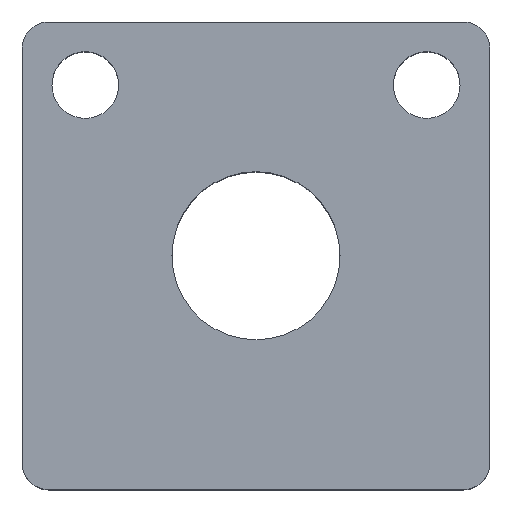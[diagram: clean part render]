
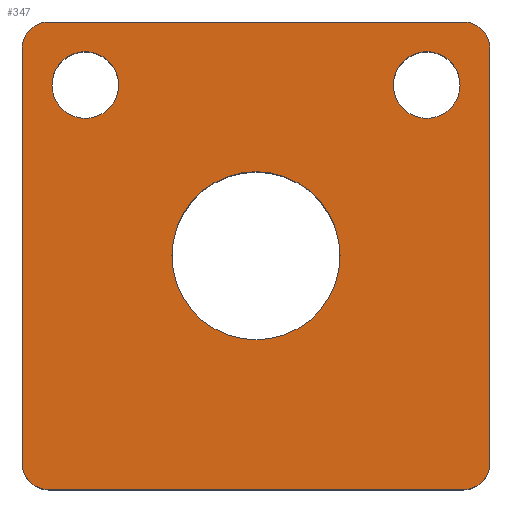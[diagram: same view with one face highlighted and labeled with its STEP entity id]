
A CAD part, top view. The second image highlights one B-rep face of the part: STEP entity #347.
In plain terms, the highlighted planar face has unit normal (0, 0, 1).
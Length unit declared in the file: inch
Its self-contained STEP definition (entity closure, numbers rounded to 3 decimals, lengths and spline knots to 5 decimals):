
#3 = DIRECTION ( 'NONE',  ( 0., -1., 0. ) ) ;
#15 = DIRECTION ( 'NONE',  ( 0., 0., 1. ) ) ;
#32 = EDGE_CURVE ( 'NONE', #516, #465, #500, .T. ) ;
#40 = FACE_OUTER_BOUND ( 'NONE', #533, .T. ) ;
#42 = VERTEX_POINT ( 'NONE', #220 ) ;
#53 = CARTESIAN_POINT ( 'NONE',  ( 0.87598, 0.77756, 1. ) ) ;
#57 = DIRECTION ( 'NONE',  ( 1., 0., 0. ) ) ;
#60 = DIRECTION ( 'NONE',  ( 1., 0., 0. ) ) ;
#62 = AXIS2_PLACEMENT_3D ( 'NONE', #272, #510, #358 ) ;
#64 = LINE ( 'NONE', #435, #216 ) ;
#69 = EDGE_CURVE ( 'NONE', #97, #458, #554, .T. ) ;
#80 = ORIENTED_EDGE ( 'NONE', *, *, #229, .T. ) ;
#83 = ORIENTED_EDGE ( 'NONE', *, *, #296, .F. ) ;
#85 = VERTEX_POINT ( 'NONE', #125 ) ;
#88 = EDGE_CURVE ( 'NONE', #95, #345, #268, .T. ) ;
#89 = AXIS2_PLACEMENT_3D ( 'NONE', #482, #200, #115 ) ;
#95 = VERTEX_POINT ( 'NONE', #507 ) ;
#97 = VERTEX_POINT ( 'NONE', #397 ) ;
#98 = EDGE_CURVE ( 'NONE', #436, #516, #472, .T. ) ;
#101 = CARTESIAN_POINT ( 'NONE',  ( 0.87598, -0.77756, 1. ) ) ;
#112 = EDGE_LOOP ( 'NONE', ( #548, #282 ) ) ;
#115 = DIRECTION ( 'NONE',  ( 1., 0., 0. ) ) ;
#125 = CARTESIAN_POINT ( 'NONE',  ( -0.77756, -0.87598, 1. ) ) ;
#138 = VERTEX_POINT ( 'NONE', #317 ) ;
#152 = LINE ( 'NONE', #412, #319 ) ;
#156 = AXIS2_PLACEMENT_3D ( 'NONE', #173, #313, #594 ) ;
#158 = CARTESIAN_POINT ( 'NONE',  ( 0.77756, 0.87598, 1. ) ) ;
#168 = CARTESIAN_POINT ( 'NONE',  ( 0.77756, 0.77756, 1. ) ) ;
#170 = EDGE_CURVE ( 'NONE', #465, #286, #152, .T. ) ;
#173 = CARTESIAN_POINT ( 'NONE',  ( -0.77756, 0.77756, 1. ) ) ;
#186 = DIRECTION ( 'NONE',  ( 0., 0., 1. ) ) ;
#193 = CIRCLE ( 'NONE', #496, 0.31496 ) ;
#197 = EDGE_CURVE ( 'NONE', #421, #42, #480, .T. ) ;
#198 = CARTESIAN_POINT ( 'NONE',  ( 0.31496, 0., 1. ) ) ;
#200 = DIRECTION ( 'NONE',  ( 0., 0., 1. ) ) ;
#208 = LINE ( 'NONE', #224, #293 ) ;
#214 = AXIS2_PLACEMENT_3D ( 'NONE', #300, #531, #431 ) ;
#216 = VECTOR ( 'NONE', #577, 39.37008 ) ;
#217 = ORIENTED_EDGE ( 'NONE', *, *, #348, .F. ) ;
#220 = CARTESIAN_POINT ( 'NONE',  ( -0.31496, 0., 1. ) ) ;
#221 = DIRECTION ( 'NONE',  ( -1., 0., 0. ) ) ;
#223 = ORIENTED_EDGE ( 'NONE', *, *, #170, .T. ) ;
#224 = CARTESIAN_POINT ( 'NONE',  ( 0.87598, 0.87598, 1. ) ) ;
#229 = EDGE_CURVE ( 'NONE', #345, #487, #208, .T. ) ;
#235 = DIRECTION ( 'NONE',  ( 0., 0., 1. ) ) ;
#240 = PLANE ( 'NONE',  #244 ) ;
#244 = AXIS2_PLACEMENT_3D ( 'NONE', #464, #186, #512 ) ;
#246 = CARTESIAN_POINT ( 'NONE',  ( -0.87598, 0.77756, 1. ) ) ;
#247 = EDGE_LOOP ( 'NONE', ( #602, #217 ) ) ;
#248 = CARTESIAN_POINT ( 'NONE',  ( -0.51476, 0.63976, 1. ) ) ;
#254 = AXIS2_PLACEMENT_3D ( 'NONE', #574, #235, #420 ) ;
#259 = VECTOR ( 'NONE', #221, 39.37008 ) ;
#263 = DIRECTION ( 'NONE',  ( 1., 0., 0. ) ) ;
#268 = CIRCLE ( 'NONE', #62, 0.09843 ) ;
#272 = CARTESIAN_POINT ( 'NONE',  ( 0.77756, -0.77756, 1. ) ) ;
#282 = ORIENTED_EDGE ( 'NONE', *, *, #197, .F. ) ;
#283 = AXIS2_PLACEMENT_3D ( 'NONE', #322, #359, #361 ) ;
#286 = VERTEX_POINT ( 'NONE', #473 ) ;
#293 = VECTOR ( 'NONE', #462, 39.37008 ) ;
#296 = EDGE_CURVE ( 'NONE', #314, #138, #514, .T. ) ;
#300 = CARTESIAN_POINT ( 'NONE',  ( -0.77756, -0.77756, 1. ) ) ;
#303 = ORIENTED_EDGE ( 'NONE', *, *, #502, .T. ) ;
#311 = CIRCLE ( 'NONE', #346, 0.09843 ) ;
#313 = DIRECTION ( 'NONE',  ( 0., 0., 1. ) ) ;
#314 = VERTEX_POINT ( 'NONE', #571 ) ;
#317 = CARTESIAN_POINT ( 'NONE',  ( 0.51476, 0.63976, 1. ) ) ;
#319 = VECTOR ( 'NONE', #3, 39.37008 ) ;
#322 = CARTESIAN_POINT ( 'NONE',  ( 0., 0., 1. ) ) ;
#336 = CARTESIAN_POINT ( 'NONE',  ( -0.63976, 0.63976, 1. ) ) ;
#345 = VERTEX_POINT ( 'NONE', #101 ) ;
#346 = AXIS2_PLACEMENT_3D ( 'NONE', #168, #590, #586 ) ;
#347 = ADVANCED_FACE ( 'NONE', ( #538, #40, #367, #522 ), #240, .T. ) ;
#348 = EDGE_CURVE ( 'NONE', #458, #97, #353, .T. ) ;
#353 = CIRCLE ( 'NONE', #432, 0.125 ) ;
#357 = EDGE_CURVE ( 'NONE', #286, #85, #442, .T. ) ;
#358 = DIRECTION ( 'NONE',  ( 1., 0., 0. ) ) ;
#359 = DIRECTION ( 'NONE',  ( 0., 0., 1. ) ) ;
#361 = DIRECTION ( 'NONE',  ( 1., 0., 0. ) ) ;
#367 = FACE_BOUND ( 'NONE', #112, .T. ) ;
#395 = CARTESIAN_POINT ( 'NONE',  ( -0.77756, 0.87598, 1. ) ) ;
#397 = CARTESIAN_POINT ( 'NONE',  ( -0.76476, 0.63976, 1. ) ) ;
#410 = EDGE_CURVE ( 'NONE', #138, #314, #485, .T. ) ;
#412 = CARTESIAN_POINT ( 'NONE',  ( -0.87598, 0.87598, 1. ) ) ;
#420 = DIRECTION ( 'NONE',  ( 1., 0., 0. ) ) ;
#421 = VERTEX_POINT ( 'NONE', #198 ) ;
#428 = DIRECTION ( 'NONE',  ( 0., 0., 1. ) ) ;
#431 = DIRECTION ( 'NONE',  ( 1., 0., 0. ) ) ;
#432 = AXIS2_PLACEMENT_3D ( 'NONE', #336, #15, #57 ) ;
#435 = CARTESIAN_POINT ( 'NONE',  ( -0.87598, -0.87598, 1. ) ) ;
#436 = VERTEX_POINT ( 'NONE', #158 ) ;
#438 = EDGE_CURVE ( 'NONE', #85, #95, #64, .T. ) ;
#442 = CIRCLE ( 'NONE', #214, 0.09843 ) ;
#443 = ORIENTED_EDGE ( 'NONE', *, *, #88, .T. ) ;
#446 = CARTESIAN_POINT ( 'NONE',  ( -0.63976, 0.63976, 1. ) ) ;
#458 = VERTEX_POINT ( 'NONE', #248 ) ;
#462 = DIRECTION ( 'NONE',  ( 0., 1., 0. ) ) ;
#464 = CARTESIAN_POINT ( 'NONE',  ( 0., 0., 1. ) ) ;
#465 = VERTEX_POINT ( 'NONE', #246 ) ;
#469 = EDGE_CURVE ( 'NONE', #42, #421, #193, .T. ) ;
#472 = LINE ( 'NONE', #556, #259 ) ;
#473 = CARTESIAN_POINT ( 'NONE',  ( -0.87598, -0.77756, 1. ) ) ;
#480 = CIRCLE ( 'NONE', #283, 0.31496 ) ;
#482 = CARTESIAN_POINT ( 'NONE',  ( 0.63976, 0.63976, 1. ) ) ;
#485 = CIRCLE ( 'NONE', #89, 0.125 ) ;
#487 = VERTEX_POINT ( 'NONE', #53 ) ;
#496 = AXIS2_PLACEMENT_3D ( 'NONE', #581, #428, #60 ) ;
#497 = ORIENTED_EDGE ( 'NONE', *, *, #357, .T. ) ;
#500 = CIRCLE ( 'NONE', #156, 0.09843 ) ;
#501 = ORIENTED_EDGE ( 'NONE', *, *, #438, .T. ) ;
#502 = EDGE_CURVE ( 'NONE', #487, #436, #311, .T. ) ;
#507 = CARTESIAN_POINT ( 'NONE',  ( 0.77756, -0.87598, 1. ) ) ;
#510 = DIRECTION ( 'NONE',  ( 0., 0., 1. ) ) ;
#511 = ORIENTED_EDGE ( 'NONE', *, *, #98, .T. ) ;
#512 = DIRECTION ( 'NONE',  ( 1., 0., 0. ) ) ;
#514 = CIRCLE ( 'NONE', #254, 0.125 ) ;
#516 = VERTEX_POINT ( 'NONE', #395 ) ;
#522 = FACE_BOUND ( 'NONE', #247, .T. ) ;
#524 = EDGE_LOOP ( 'NONE', ( #588, #83 ) ) ;
#531 = DIRECTION ( 'NONE',  ( 0., 0., 1. ) ) ;
#533 = EDGE_LOOP ( 'NONE', ( #223, #497, #501, #443, #80, #303, #511, #584 ) ) ;
#538 = FACE_BOUND ( 'NONE', #524, .T. ) ;
#545 = DIRECTION ( 'NONE',  ( 0., 0., 1. ) ) ;
#548 = ORIENTED_EDGE ( 'NONE', *, *, #469, .F. ) ;
#554 = CIRCLE ( 'NONE', #600, 0.125 ) ;
#556 = CARTESIAN_POINT ( 'NONE',  ( -0.87598, 0.87598, 1. ) ) ;
#571 = CARTESIAN_POINT ( 'NONE',  ( 0.76476, 0.63976, 1. ) ) ;
#574 = CARTESIAN_POINT ( 'NONE',  ( 0.63976, 0.63976, 1. ) ) ;
#577 = DIRECTION ( 'NONE',  ( 1., 0., 0. ) ) ;
#581 = CARTESIAN_POINT ( 'NONE',  ( 0., 0., 1. ) ) ;
#584 = ORIENTED_EDGE ( 'NONE', *, *, #32, .T. ) ;
#586 = DIRECTION ( 'NONE',  ( 1., 0., 0. ) ) ;
#588 = ORIENTED_EDGE ( 'NONE', *, *, #410, .F. ) ;
#590 = DIRECTION ( 'NONE',  ( 0., 0., 1. ) ) ;
#594 = DIRECTION ( 'NONE',  ( 1., 0., 0. ) ) ;
#600 = AXIS2_PLACEMENT_3D ( 'NONE', #446, #545, #263 ) ;
#602 = ORIENTED_EDGE ( 'NONE', *, *, #69, .F. ) ;
